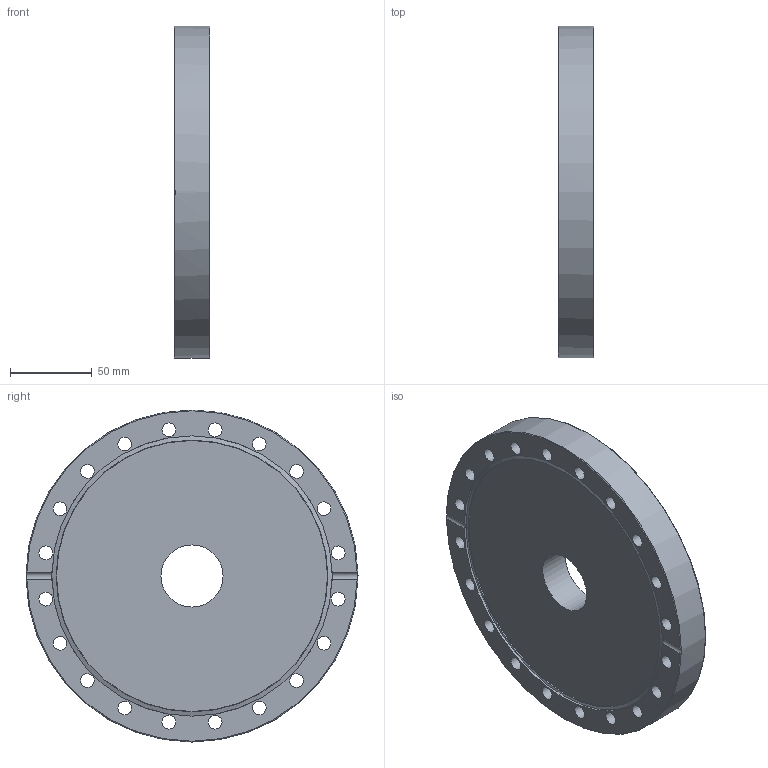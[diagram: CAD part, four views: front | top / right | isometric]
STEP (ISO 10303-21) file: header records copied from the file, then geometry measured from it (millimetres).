
FILE_DESCRIPTION((''),'2;1');
FILE_NAME('ZL1540-316LNS.stp','2009-03-13T14:52:12',('hasers'),(''),'Autodesk Inventor 2008','Autodesk Inventor 2008','');
FILE_SCHEMA(('AUTOMOTIVE_DESIGN { 1 0 10303 214 1 1 1 1 }'));
Length unit declared in the file: millimetre
Products named in the file (1): ZL1540-316LNS
Bounding box: 22 x 203 x 203 mm (x, y, z)
Volume: 633507.4 mm3; surface area: 90998.6 mm2
Topology: 1 solids, 1 shells, 54 faces, 168 edges, 117 vertices
Faces by surface type: bspline 34, cylinder 8, plane 5, cone 4, torus 3
Full cylindrical faces by diameter (mm): 38 x1, 48.3 x1, 171.4 x1, 203 x1
Entity records: 2090 total; most frequent: CARTESIAN_POINT 959, DIRECTION 198, ORIENTED_EDGE 184, EDGE_LOOP 138, AXIS2_PLACEMENT_3D 95, EDGE_CURVE 92, FACE_BOUND 84, VERTEX_POINT 82
